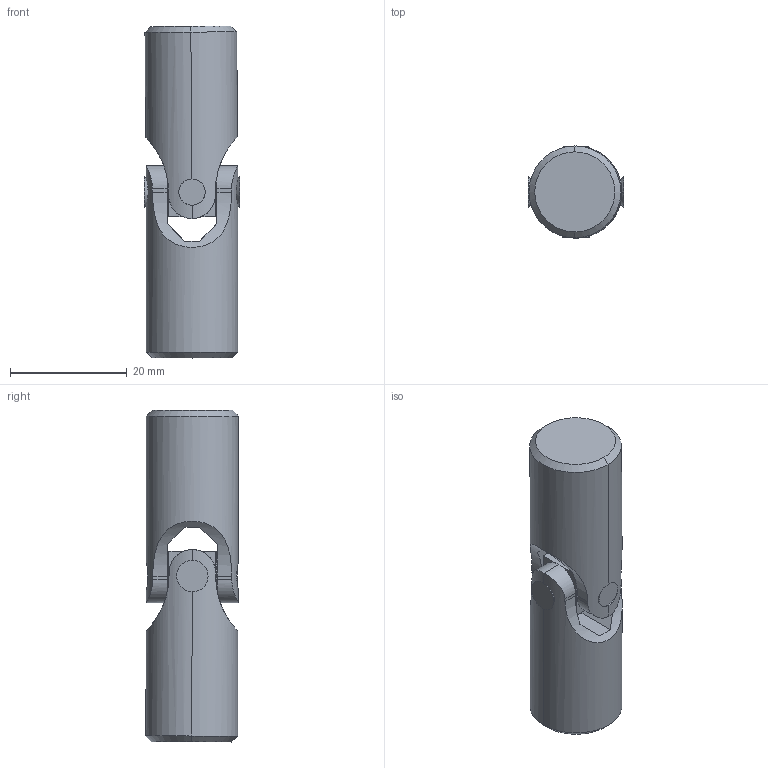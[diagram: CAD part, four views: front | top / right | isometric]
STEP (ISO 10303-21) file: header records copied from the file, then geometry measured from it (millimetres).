
FILE_DESCRIPTION((''),'2;1');
FILE_NAME('D-3_ASM','2013-05-02T',('ppetruska'),(''),'PRO/ENGINEER BY PARAMETRIC TECHNOLOGY CORPORATION, 2012480','PRO/ENGINEER BY PARAMETRIC TECHNOLOGY CORPORATION, 2012480','');
FILE_SCHEMA(('CONFIG_CONTROL_DESIGN'));
Length unit declared in the file: millimetre
Products named in the file (6): D-3-HALF_PIN; D-3-MAIN_PIN_; D-3-YOKE; D-3-BLOCK; D-3-RIVET_PIN; D-3_ASM
Assembly tree (7 placements, depth 2):
  D-3_ASM
    D-3-HALF_PIN  x2
    D-3-MAIN_PIN_
    D-3-YOKE  x2
    D-3-BLOCK
    D-3-RIVET_PIN
Bounding box: 16.4 x 15.86 x 56.98 mm (x, y, z)
Volume: 9860.4 mm3; surface area: 5053.9 mm2
Topology: 7 solids, 7 shells, 101 faces, 244 edges, 150 vertices
Faces by surface type: cylinder 57, plane 32, cone 12
Entity records: 11260 total; most frequent: CARTESIAN_POINT 9509, DIRECTION 352, ORIENTED_EDGE 328, EDGE_CURVE 164, AXIS2_PLACEMENT_3D 140, VERTEX_POINT 100, EDGE_LOOP 78, VECTOR 72
